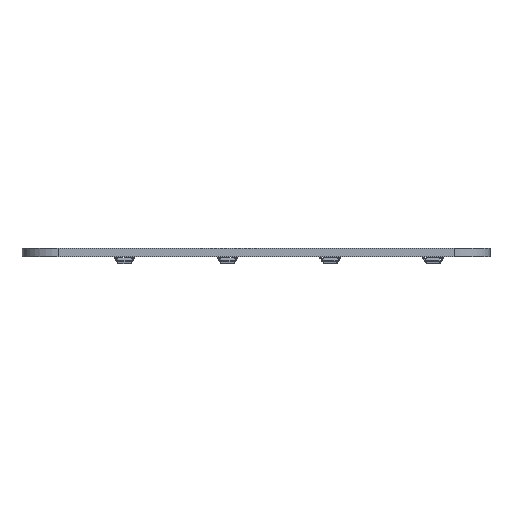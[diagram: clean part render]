
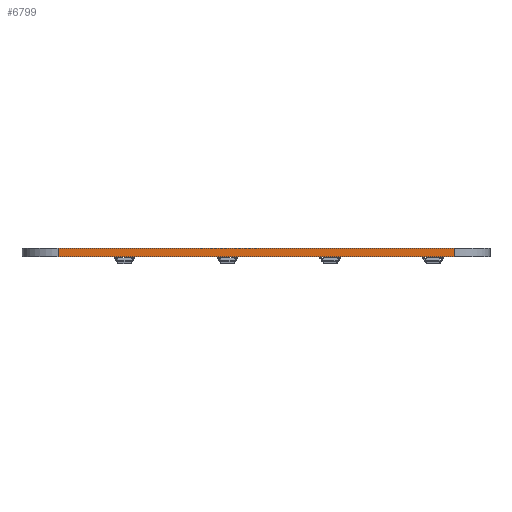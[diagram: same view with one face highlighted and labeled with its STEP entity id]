
A CAD part, left-side view. The second image highlights one B-rep face of the part: STEP entity #6799.
In plain terms, the highlighted planar face has unit normal (-1, 0, 0).
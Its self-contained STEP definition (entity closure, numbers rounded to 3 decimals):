
#2280 = VERTEX_POINT('',#2281);
#2281 = CARTESIAN_POINT('',(50.049,-66.232,0.));
#2288 = EDGE_CURVE('',#2289,#2280,#2291,.T.);
#2289 = VERTEX_POINT('',#2290);
#2290 = CARTESIAN_POINT('',(50.049,-139.575,0.));
#2291 = LINE('',#2292,#2293);
#2292 = CARTESIAN_POINT('',(50.049,-139.575,0.));
#2293 = VECTOR('',#2294,1.);
#2294 = DIRECTION('',(0.,1.,0.));
#4526 = VERTEX_POINT('',#4527);
#4527 = CARTESIAN_POINT('',(50.049,-66.232,1.6));
#4534 = EDGE_CURVE('',#4535,#4526,#4537,.T.);
#4535 = VERTEX_POINT('',#4536);
#4536 = CARTESIAN_POINT('',(50.049,-139.575,1.6));
#4537 = LINE('',#4538,#4539);
#4538 = CARTESIAN_POINT('',(50.049,-139.575,1.6));
#4539 = VECTOR('',#4540,1.);
#4540 = DIRECTION('',(0.,1.,0.));
#6769 = EDGE_CURVE('',#2280,#4526,#6770,.T.);
#6770 = LINE('',#6771,#6772);
#6771 = CARTESIAN_POINT('',(50.049,-66.232,0.));
#6772 = VECTOR('',#6773,1.);
#6773 = DIRECTION('',(0.,0.,1.));
#6799 = ADVANCED_FACE('',(#6800),#6811,.T.);
#6800 = FACE_BOUND('',#6801,.T.);
#6801 = EDGE_LOOP('',(#6802,#6808,#6809,#6810));
#6802 = ORIENTED_EDGE('',*,*,#6803,.T.);
#6803 = EDGE_CURVE('',#2289,#4535,#6804,.T.);
#6804 = LINE('',#6805,#6806);
#6805 = CARTESIAN_POINT('',(50.049,-139.575,0.));
#6806 = VECTOR('',#6807,1.);
#6807 = DIRECTION('',(0.,0.,1.));
#6808 = ORIENTED_EDGE('',*,*,#4534,.T.);
#6809 = ORIENTED_EDGE('',*,*,#6769,.F.);
#6810 = ORIENTED_EDGE('',*,*,#2288,.F.);
#6811 = PLANE('',#6812);
#6812 = AXIS2_PLACEMENT_3D('',#6813,#6814,#6815);
#6813 = CARTESIAN_POINT('',(50.049,-139.575,0.));
#6814 = DIRECTION('',(-1.,0.,0.));
#6815 = DIRECTION('',(0.,1.,0.));
